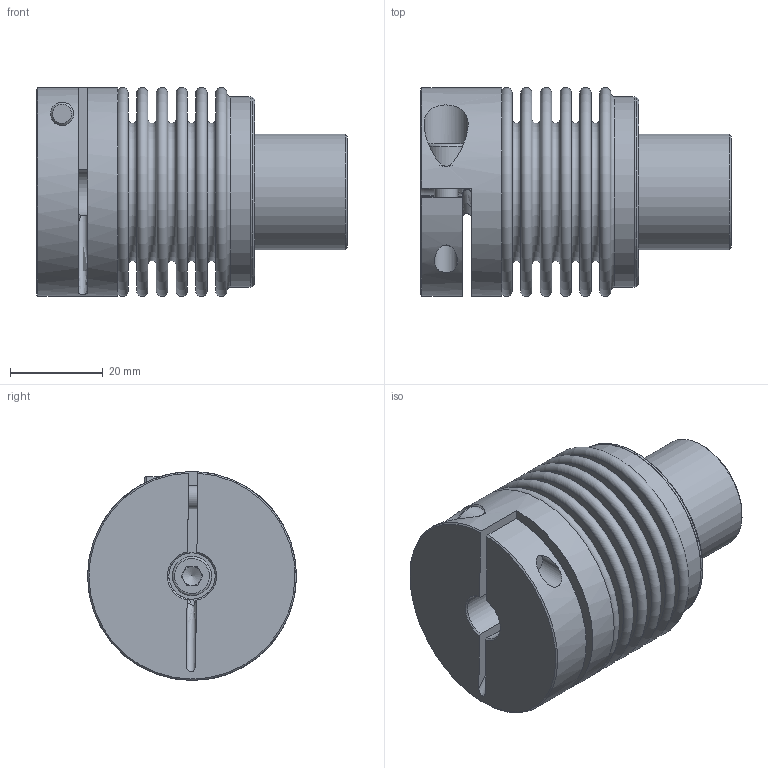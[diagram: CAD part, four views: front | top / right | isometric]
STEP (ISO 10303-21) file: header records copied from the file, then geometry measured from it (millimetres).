
FILE_DESCRIPTION( ( 'Unknown' ), '1' );
FILE_NAME( 'KB8-18-45.stp', 'Unknown', ( 'Unknown' ), ( 'Unknown' ), 'PSStep 16.0.42', 'Unknown', ' ' );
FILE_SCHEMA( ( 'AUTOMOTIVE_DESIGN { 1 0 10303 214 1 1 1 1 }' ) );
Length unit declared in the file: millimetre
Products named in the file (6): Assem1; BK18_Standard_0; Socket Head Cap Screw_DIN_DIN 912 M5 x 16 --- 16N_1; Spreiznabe18; Socket Head Cap Screw_DIN_DIN 912 M5 x 16 --- 16N; KN18C_Standard
Assembly tree (5 placements, depth 2):
  Assem1
    BK18_Standard_0
    Socket Head Cap Screw_DIN_DIN 912 M5 x 16 --- 16N_1
    Spreiznabe18
    Socket Head Cap Screw_DIN_DIN 912 M5 x 16 --- 16N
    KN18C_Standard
Bounding box: 67 x 45 x 45 mm (x, y, z)
Volume: 44921.9 mm3; surface area: 39257.6 mm2
Topology: 5 solids, 5 shells, 129 faces, 253 edges, 161 vertices
Faces by surface type: plane 68, torus 31, cylinder 19, cone 10, bspline 1
Full cylindrical faces by diameter (mm): 5 x3, 5.3 x1, 5.5 x1, 8.5 x2, 10 x2, 25 x1, 40.4 x3, 41 x3, 45 x1
Entity records: 4865 total; most frequent: CARTESIAN_POINT 1222, DIRECTION 552, ORIENTED_EDGE 382, AXIS2_PLACEMENT_3D 246, EDGE_LOOP 218, EDGE_CURVE 191, FACE_OUTER_BOUND 174, VERTEX_POINT 165
